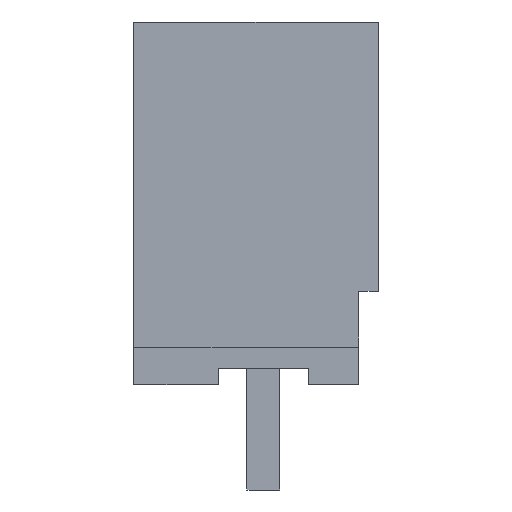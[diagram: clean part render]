
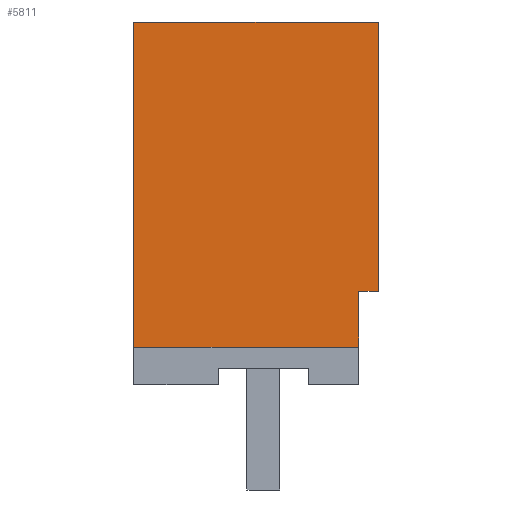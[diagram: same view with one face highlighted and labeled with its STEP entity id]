
A CAD part, left-side view. The second image highlights one B-rep face of the part: STEP entity #5811.
In plain terms, the highlighted planar face has unit normal (-1, 0, 0).
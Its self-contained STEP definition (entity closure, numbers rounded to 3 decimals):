
#5782=AXIS2_PLACEMENT_3D('Plane Axis2P3D',#5779,#5780,#5781) ;
#234=CARTESIAN_POINT('Vertex',(0.,7.45,4.35)) ;
#237=CARTESIAN_POINT('Line Origine',(0.,7.45,9.3)) ;
#241=CARTESIAN_POINT('Vertex',(0.,7.45,14.25)) ;
#4343=CARTESIAN_POINT('Vertex',(0.,0.6,6.05)) ;
#4346=CARTESIAN_POINT('Line Origine',(0.,0.6,5.2)) ;
#4350=CARTESIAN_POINT('Vertex',(0.,0.6,4.35)) ;
#5508=CARTESIAN_POINT('Line Origine',(0.,4.025,4.35)) ;
#5779=CARTESIAN_POINT('Axis2P3D Location',(0.,7.45,14.25)) ;
#5784=CARTESIAN_POINT('Line Origine',(0.,0.,10.15)) ;
#5788=CARTESIAN_POINT('Vertex',(0.,0.,14.25)) ;
#5790=CARTESIAN_POINT('Vertex',(0.,0.,6.05)) ;
#5793=CARTESIAN_POINT('Line Origine',(0.,3.725,14.25)) ;
#5798=CARTESIAN_POINT('Line Origine',(0.,0.3,6.05)) ;
#238=DIRECTION('Vector Direction',(0.,0.,-1.)) ;
#4347=DIRECTION('Vector Direction',(0.,0.,1.)) ;
#5509=DIRECTION('Vector Direction',(0.,-1.,0.)) ;
#5780=DIRECTION('Axis2P3D Direction',(-1.,0.,0.)) ;
#5781=DIRECTION('Axis2P3D XDirection',(0.,0.,1.)) ;
#5785=DIRECTION('Vector Direction',(0.,0.,-1.)) ;
#5794=DIRECTION('Vector Direction',(0.,-1.,0.)) ;
#5799=DIRECTION('Vector Direction',(0.,1.,0.)) ;
#239=VECTOR('Line Direction',#238,1.) ;
#4348=VECTOR('Line Direction',#4347,1.) ;
#5510=VECTOR('Line Direction',#5509,1.) ;
#5786=VECTOR('Line Direction',#5785,1.) ;
#5795=VECTOR('Line Direction',#5794,1.) ;
#5800=VECTOR('Line Direction',#5799,1.) ;
#5804=ORIENTED_EDGE('',*,*,#5792,.F.) ;
#5805=ORIENTED_EDGE('',*,*,#5797,.F.) ;
#5806=ORIENTED_EDGE('',*,*,#243,.T.) ;
#5807=ORIENTED_EDGE('',*,*,#5512,.T.) ;
#5808=ORIENTED_EDGE('',*,*,#4352,.T.) ;
#5809=ORIENTED_EDGE('',*,*,#5802,.F.) ;
#5811=ADVANCED_FACE('HOUSING',(#5810),#5783,.T.) ;
#243=EDGE_CURVE('',#242,#235,#240,.T.) ;
#4352=EDGE_CURVE('',#4351,#4344,#4349,.T.) ;
#5512=EDGE_CURVE('',#235,#4351,#5511,.T.) ;
#5792=EDGE_CURVE('',#5789,#5791,#5787,.T.) ;
#5797=EDGE_CURVE('',#242,#5789,#5796,.T.) ;
#5802=EDGE_CURVE('',#5791,#4344,#5801,.T.) ;
#5803=EDGE_LOOP('',(#5804,#5805,#5806,#5807,#5808,#5809)) ;
#5810=FACE_OUTER_BOUND('',#5803,.T.) ;
#240=LINE('Line',#237,#239) ;
#4349=LINE('Line',#4346,#4348) ;
#5511=LINE('Line',#5508,#5510) ;
#5787=LINE('Line',#5784,#5786) ;
#5796=LINE('Line',#5793,#5795) ;
#5801=LINE('Line',#5798,#5800) ;
#5783=PLANE('',#5782) ;
#235=VERTEX_POINT('',#234) ;
#242=VERTEX_POINT('',#241) ;
#4344=VERTEX_POINT('',#4343) ;
#4351=VERTEX_POINT('',#4350) ;
#5789=VERTEX_POINT('',#5788) ;
#5791=VERTEX_POINT('',#5790) ;
